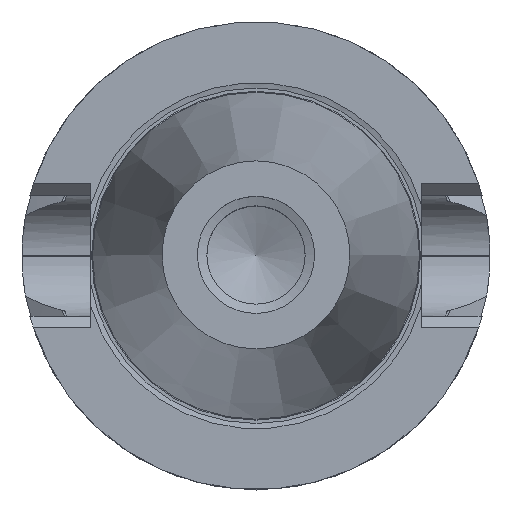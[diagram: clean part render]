
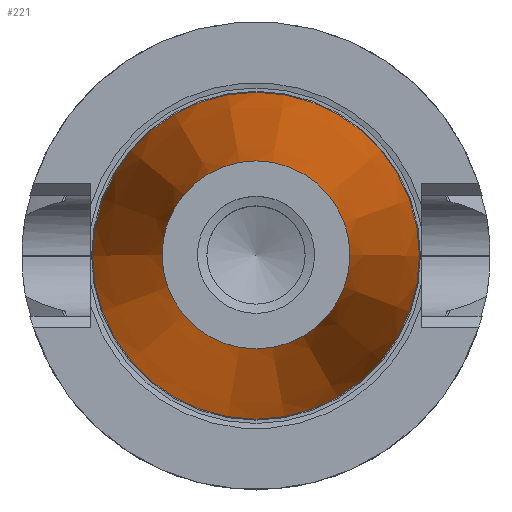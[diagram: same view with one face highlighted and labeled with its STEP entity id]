
A CAD part, top view. The second image highlights one B-rep face of the part: STEP entity #221.
In plain terms, the highlighted conical face has half-angle 8.298 degrees and reference radius 20.078 mm.
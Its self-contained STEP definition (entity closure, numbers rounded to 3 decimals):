
#191=CONICAL_SURFACE('',#899,20.078,8.298);
#221=ADVANCED_FACE('',(#300,#301),#191,.T.);
#300=FACE_BOUND('',#338,.T.);
#301=FACE_BOUND('',#339,.T.);
#338=EDGE_LOOP('',(#408));
#339=EDGE_LOOP('',(#409));
#408=ORIENTED_EDGE('',*,*,#716,.T.);
#409=ORIENTED_EDGE('',*,*,#714,.F.);
#631=VERTEX_POINT('',#1250);
#633=VERTEX_POINT('',#1256);
#714=EDGE_CURVE('',#631,#631,#828,.T.);
#716=EDGE_CURVE('',#633,#633,#830,.T.);
#828=CIRCLE('',#893,34.925);
#830=CIRCLE('',#897,20.078);
#893=AXIS2_PLACEMENT_3D('',#1249,#1005,#1006);
#897=AXIS2_PLACEMENT_3D('',#1255,#1013,#1014);
#899=AXIS2_PLACEMENT_3D('',#1258,#1017,#1018);
#1005=DIRECTION('',(0.,0.,-1.));
#1006=DIRECTION('',(-1.,0.,0.));
#1013=DIRECTION('',(0.,0.,-1.));
#1014=DIRECTION('',(-1.,0.,0.));
#1017=DIRECTION('',(0.,0.,-1.));
#1018=DIRECTION('',(-1.,0.,0.));
#1249=CARTESIAN_POINT('',(0.,0.,0.));
#1250=CARTESIAN_POINT('',(-34.925,0.,0.));
#1255=CARTESIAN_POINT('',(0.,0.,101.8));
#1256=CARTESIAN_POINT('',(-20.078,0.,101.8));
#1258=CARTESIAN_POINT('',(0.,0.,101.8));
